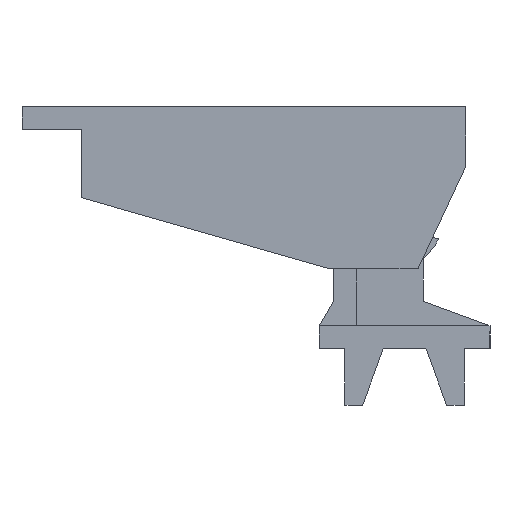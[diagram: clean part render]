
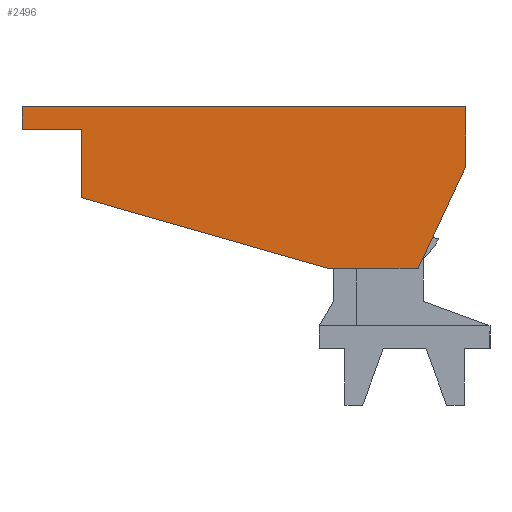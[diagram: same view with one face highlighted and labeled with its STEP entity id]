
A CAD part, left-side view. The second image highlights one B-rep face of the part: STEP entity #2496.
In plain terms, the highlighted planar face has unit normal (-1, 0, 0).
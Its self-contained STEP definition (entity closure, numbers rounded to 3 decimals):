
#2451=AXIS2_PLACEMENT_3D('Plane Axis2P3D',#2448,#2449,#2450) ;
#2350=CARTESIAN_POINT('Line Origine',(0.4,15.4,9.7)) ;
#2354=CARTESIAN_POINT('Vertex',(0.4,16.45,9.7)) ;
#2356=CARTESIAN_POINT('Vertex',(0.4,14.35,9.7)) ;
#2381=CARTESIAN_POINT('Line Origine',(0.4,16.45,10.1)) ;
#2385=CARTESIAN_POINT('Vertex',(0.4,16.45,10.5)) ;
#2430=CARTESIAN_POINT('Vertex',(0.4,14.35,7.3)) ;
#2433=CARTESIAN_POINT('Line Origine',(0.4,14.35,8.5)) ;
#2448=CARTESIAN_POINT('Axis2P3D Location',(0.4,3.85,6.9)) ;
#2453=CARTESIAN_POINT('Line Origine',(0.4,9.991,6.05)) ;
#2457=CARTESIAN_POINT('Vertex',(0.4,5.631,4.8)) ;
#2460=CARTESIAN_POINT('Line Origine',(0.4,4.08,4.8)) ;
#2464=CARTESIAN_POINT('Vertex',(0.4,2.529,4.8)) ;
#2467=CARTESIAN_POINT('Line Origine',(0.4,1.689,6.6)) ;
#2471=CARTESIAN_POINT('Vertex',(0.4,0.85,8.4)) ;
#2474=CARTESIAN_POINT('Line Origine',(0.4,0.85,9.45)) ;
#2478=CARTESIAN_POINT('Vertex',(0.4,0.85,10.5)) ;
#2481=CARTESIAN_POINT('Line Origine',(0.4,8.65,10.5)) ;
#2351=DIRECTION('Vector Direction',(0.,1.,0.)) ;
#2382=DIRECTION('Vector Direction',(0.,0.,-1.)) ;
#2434=DIRECTION('Vector Direction',(0.,0.,-1.)) ;
#2449=DIRECTION('Axis2P3D Direction',(-1.,0.,0.)) ;
#2450=DIRECTION('Axis2P3D XDirection',(0.,-1.,0.)) ;
#2454=DIRECTION('Vector Direction',(0.,-0.961,-0.276)) ;
#2461=DIRECTION('Vector Direction',(0.,1.,0.)) ;
#2468=DIRECTION('Vector Direction',(0.,-0.423,0.906)) ;
#2475=DIRECTION('Vector Direction',(0.,0.,1.)) ;
#2482=DIRECTION('Vector Direction',(0.,-1.,0.)) ;
#2352=VECTOR('Line Direction',#2351,1.) ;
#2383=VECTOR('Line Direction',#2382,1.) ;
#2435=VECTOR('Line Direction',#2434,1.) ;
#2455=VECTOR('Line Direction',#2454,1.) ;
#2462=VECTOR('Line Direction',#2461,1.) ;
#2469=VECTOR('Line Direction',#2468,1.) ;
#2476=VECTOR('Line Direction',#2475,1.) ;
#2483=VECTOR('Line Direction',#2482,1.) ;
#2487=ORIENTED_EDGE('',*,*,#2358,.T.) ;
#2488=ORIENTED_EDGE('',*,*,#2437,.T.) ;
#2489=ORIENTED_EDGE('',*,*,#2459,.T.) ;
#2490=ORIENTED_EDGE('',*,*,#2466,.T.) ;
#2491=ORIENTED_EDGE('',*,*,#2473,.T.) ;
#2492=ORIENTED_EDGE('',*,*,#2480,.T.) ;
#2493=ORIENTED_EDGE('',*,*,#2485,.T.) ;
#2494=ORIENTED_EDGE('',*,*,#2387,.T.) ;
#2496=ADVANCED_FACE('S3D SCHT ZGB 30 - gedreht',(#2495),#2452,.T.) ;
#2358=EDGE_CURVE('',#2355,#2357,#2353,.F.) ;
#2387=EDGE_CURVE('',#2386,#2355,#2384,.T.) ;
#2437=EDGE_CURVE('',#2357,#2431,#2436,.T.) ;
#2459=EDGE_CURVE('',#2431,#2458,#2456,.T.) ;
#2466=EDGE_CURVE('',#2458,#2465,#2463,.F.) ;
#2473=EDGE_CURVE('',#2465,#2472,#2470,.T.) ;
#2480=EDGE_CURVE('',#2472,#2479,#2477,.T.) ;
#2485=EDGE_CURVE('',#2479,#2386,#2484,.F.) ;
#2486=EDGE_LOOP('',(#2487,#2488,#2489,#2490,#2491,#2492,#2493,#2494)) ;
#2495=FACE_OUTER_BOUND('',#2486,.T.) ;
#2353=LINE('Line',#2350,#2352) ;
#2384=LINE('Line',#2381,#2383) ;
#2436=LINE('Line',#2433,#2435) ;
#2456=LINE('Line',#2453,#2455) ;
#2463=LINE('Line',#2460,#2462) ;
#2470=LINE('Line',#2467,#2469) ;
#2477=LINE('Line',#2474,#2476) ;
#2484=LINE('Line',#2481,#2483) ;
#2452=PLANE('',#2451) ;
#2355=VERTEX_POINT('',#2354) ;
#2357=VERTEX_POINT('',#2356) ;
#2386=VERTEX_POINT('',#2385) ;
#2431=VERTEX_POINT('',#2430) ;
#2458=VERTEX_POINT('',#2457) ;
#2465=VERTEX_POINT('',#2464) ;
#2472=VERTEX_POINT('',#2471) ;
#2479=VERTEX_POINT('',#2478) ;
